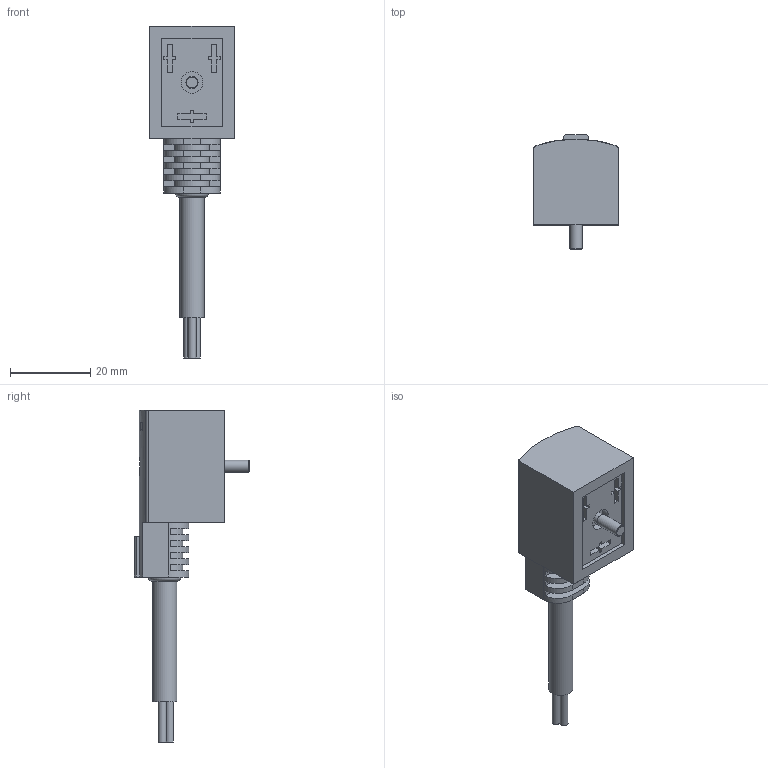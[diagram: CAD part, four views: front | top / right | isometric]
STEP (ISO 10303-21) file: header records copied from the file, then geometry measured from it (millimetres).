
FILE_DESCRIPTION(/* description */ ('STEP AP214'),/* implementation_level */ '2;1');
FILE_NAME(/* name */ '30935_KMF-1-24DC-2_5-LED',/* time_stamp */ '2024-08-29T14:07:37+02:00',/* author */ ('License CC BY-ND 4.0'),/* organization */ ('CADENAS'),/* preprocessor_version */ 'ST-DEVELOPER v19.3',/* originating_system */ 'PARTsolutions',/* authorisation */ ' ');
FILE_SCHEMA (('AUTOMOTIVE_DESIGN {1 0 10303 214 3 1 1}'));
Length unit declared in the file: millimetre
Products named in the file (1): 30935 KMF-1-24DC-2.5-LED
Bounding box: 21 x 28.6 x 82.5 mm (x, y, z)
Volume: 14455.7 mm3; surface area: 5778.6 mm2
Topology: 1 solids, 1 shells, 140 faces, 366 edges, 244 vertices
Faces by surface type: plane 117, cylinder 19, torus 2, cone 2
Full cylindrical faces by diameter (mm): 2 x3, 2.693 x1, 3 x1, 5.4 x1, 6 x2
Entity records: 5194 total; most frequent: CARTESIAN_POINT 775, ORIENTED_EDGE 698, DIRECTION 682, EDGE_CURVE 349, LINE 272, VECTOR 272, VERTEX_POINT 239, AXIS2_PLACEMENT_3D 205
